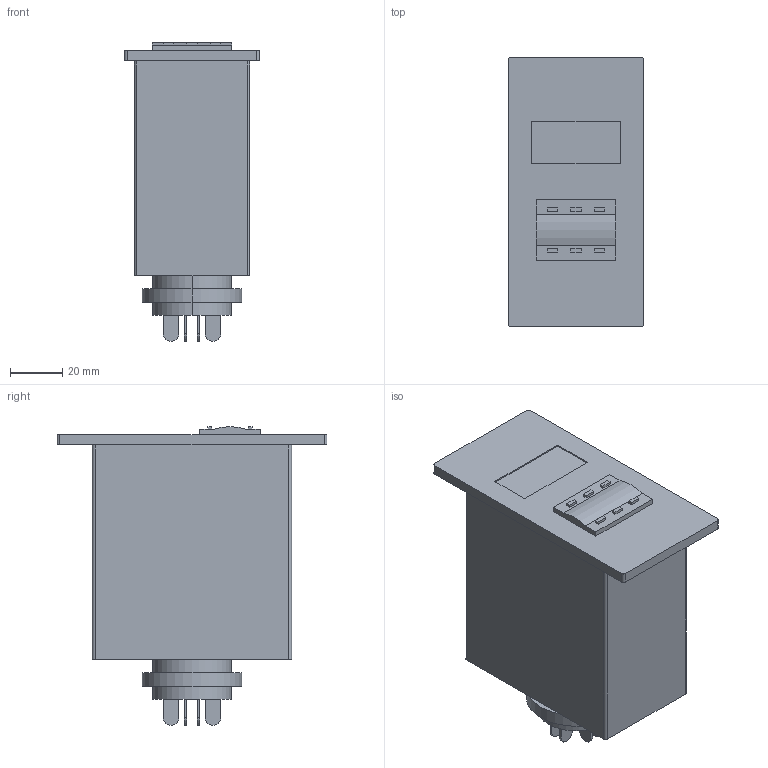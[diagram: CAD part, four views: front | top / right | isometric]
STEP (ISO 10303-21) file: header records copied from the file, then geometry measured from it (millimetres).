
FILE_DESCRIPTION (( 'STEP AP214' ), '1' );
FILE_NAME ('05JS14S.STEP', '2025-05-23T01:41:48', ( '微软用户' ), ( '微软中国' ), 'SwSTEP 2.0', 'SolidWorks 2014', '' );
FILE_SCHEMA (( 'AUTOMOTIVE_DESIGN' ));
Length unit declared in the file: millimetre
Products named in the file (1): 05JS14S
Bounding box: 51.5 x 103 x 114 mm (x, y, z)
Volume: 309951.1 mm3; surface area: 35160 mm2
Topology: 1 solids, 1 shells, 118 faces, 288 edges, 192 vertices
Faces by surface type: plane 87, cylinder 31
Entity records: 3488 total; most frequent: CARTESIAN_POINT 599, DIRECTION 588, ORIENTED_EDGE 576, EDGE_CURVE 288, LINE 226, VECTOR 226, VERTEX_POINT 192, AXIS2_PLACEMENT_3D 181
